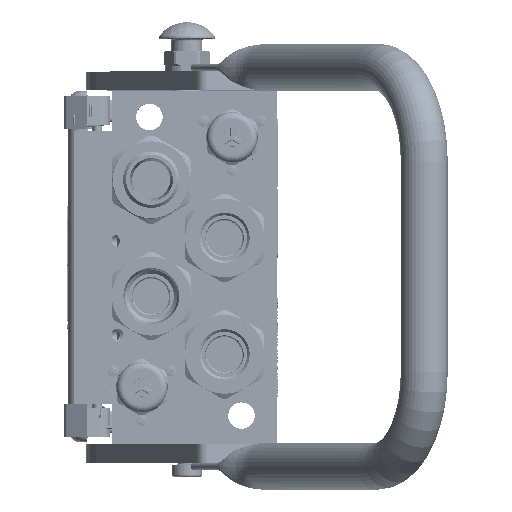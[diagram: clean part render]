
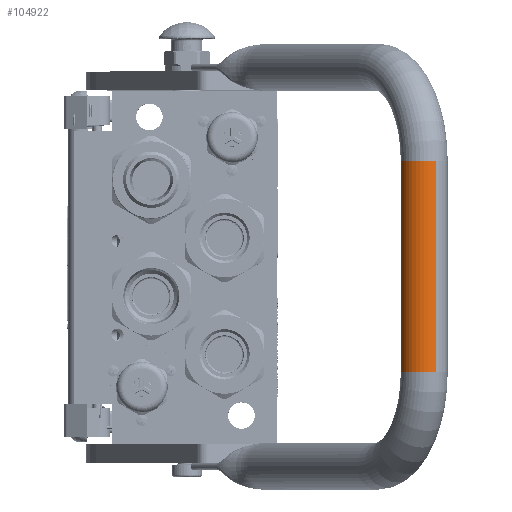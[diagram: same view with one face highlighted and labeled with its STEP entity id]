
A CAD part, top view. The second image highlights one B-rep face of the part: STEP entity #104922.
In plain terms, the highlighted cylindrical face has radius 12.5 mm (diameter 25 mm), a partial arc.
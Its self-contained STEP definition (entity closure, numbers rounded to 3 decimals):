
#4089 = VERTEX_POINT ( 'NONE', #71896 ) ;
#7450 = CYLINDRICAL_SURFACE ( 'NONE', #114984, 12.5 ) ;
#15288 = AXIS2_PLACEMENT_3D ( 'NONE', #150285, #217937, #64990 ) ;
#18822 = DIRECTION ( 'NONE',  ( 1., 0., 0. ) ) ;
#19955 = CARTESIAN_POINT ( 'NONE',  ( 56.25, 0., 180. ) ) ;
#33295 = EDGE_CURVE ( 'NONE', #100579, #108481, #161396, .T. ) ;
#37524 = CARTESIAN_POINT ( 'NONE',  ( -56.25, 0., 180. ) ) ;
#42675 = LINE ( 'NONE', #37524, #151651 ) ;
#54676 = DIRECTION ( 'NONE',  ( 1., 0., 0. ) ) ;
#54966 = AXIS2_PLACEMENT_3D ( 'NONE', #71858, #124603, #156440 ) ;
#57597 = EDGE_CURVE ( 'NONE', #4089, #100579, #42675, .T. ) ;
#63815 = CARTESIAN_POINT ( 'NONE',  ( -56.25, 0., 167.5 ) ) ;
#64990 = DIRECTION ( 'NONE',  ( 0., 0., 1. ) ) ;
#65554 = ORIENTED_EDGE ( 'NONE', *, *, #57597, .F. ) ;
#68667 = LINE ( 'NONE', #103614, #164261 ) ;
#71858 = CARTESIAN_POINT ( 'NONE',  ( 56.25, 0., 167.5 ) ) ;
#71896 = CARTESIAN_POINT ( 'NONE',  ( -56.25, 0., 180. ) ) ;
#77877 = EDGE_CURVE ( 'NONE', #81577, #108481, #68667, .T. ) ;
#81577 = VERTEX_POINT ( 'NONE', #203340 ) ;
#95139 = FACE_OUTER_BOUND ( 'NONE', #211896, .T. ) ;
#97327 = DIRECTION ( 'NONE',  ( -1., 0., 0. ) ) ;
#100579 = VERTEX_POINT ( 'NONE', #19955 ) ;
#103614 = CARTESIAN_POINT ( 'NONE',  ( -56.25, 0., 155. ) ) ;
#104922 = ADVANCED_FACE ( 'NONE', ( #95139 ), #7450, .T. ) ;
#108481 = VERTEX_POINT ( 'NONE', #118491 ) ;
#114984 = AXIS2_PLACEMENT_3D ( 'NONE', #63815, #97327, #164714 ) ;
#118491 = CARTESIAN_POINT ( 'NONE',  ( 56.25, 0., 155. ) ) ;
#124603 = DIRECTION ( 'NONE',  ( 1., 0., 0. ) ) ;
#137853 = ORIENTED_EDGE ( 'NONE', *, *, #33295, .F. ) ;
#148357 = ORIENTED_EDGE ( 'NONE', *, *, #152025, .T. ) ;
#150285 = CARTESIAN_POINT ( 'NONE',  ( -56.25, 0., 167.5 ) ) ;
#150393 = CIRCLE ( 'NONE', #15288, 12.5 ) ;
#151651 = VECTOR ( 'NONE', #54676, 1000. ) ;
#152025 = EDGE_CURVE ( 'NONE', #4089, #81577, #150393, .T. ) ;
#156440 = DIRECTION ( 'NONE',  ( 0., 0., 1. ) ) ;
#161396 = CIRCLE ( 'NONE', #54966, 12.5 ) ;
#164261 = VECTOR ( 'NONE', #18822, 1000. ) ;
#164714 = DIRECTION ( 'NONE',  ( 0., 0., -1. ) ) ;
#203340 = CARTESIAN_POINT ( 'NONE',  ( -56.25, 0., 155. ) ) ;
#211896 = EDGE_LOOP ( 'NONE', ( #212603, #137853, #65554, #148357 ) ) ;
#212603 = ORIENTED_EDGE ( 'NONE', *, *, #77877, .T. ) ;
#217937 = DIRECTION ( 'NONE',  ( 1., 0., 0. ) ) ;
